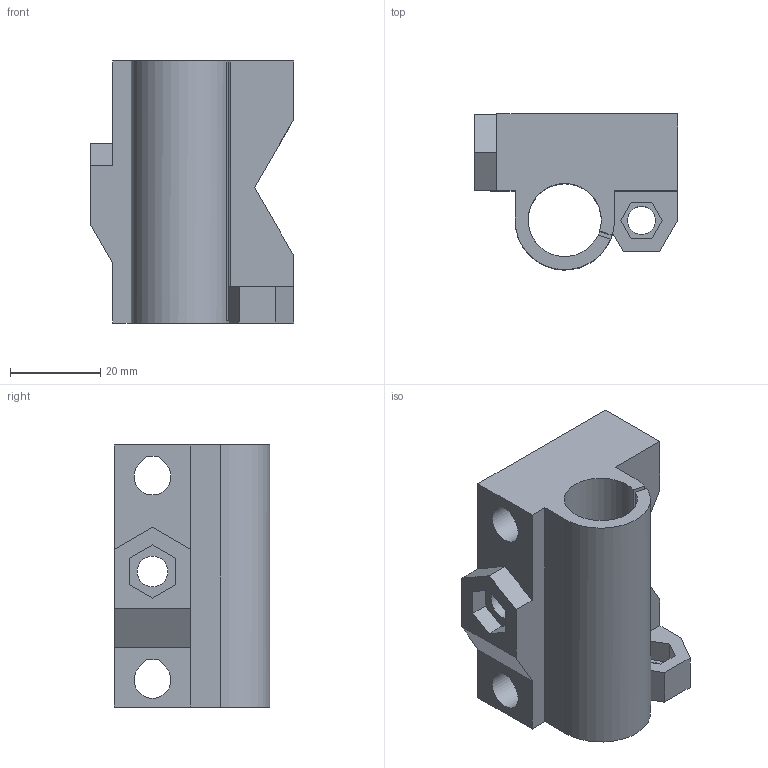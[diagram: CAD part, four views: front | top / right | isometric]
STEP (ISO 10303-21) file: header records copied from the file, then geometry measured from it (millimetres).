
FILE_DESCRIPTION(('FreeCAD Model'),'2;1');
FILE_NAME('x-end-idler-final.stp','2014-11-10T13:48:04',('FreeCAD'),('FreeCAD'), 'Open CASCADE STEP processor 6.7','FreeCAD','Unknown');
FILE_SCHEMA(('AUTOMOTIVE_DESIGN_CC2 { 1 2 10303 214 -1 1 5 4 }'));
Length unit declared in the file: millimetre
Products named in the file (1): x-end-idler-final
Bounding box: 45 x 34.5 x 58 mm (x, y, z)
Volume: 33322.8 mm3; surface area: 17959.3 mm2
Topology: 1 solids, 1 shells, 59 faces, 164 edges, 108 vertices
Faces by surface type: plane 53, cylinder 6
Full cylindrical faces by diameter (mm): 6.2 x1, 6.8 x1, 16.2 x1
Entity records: 4018 total; most frequent: CARTESIAN_POINT 723, DIRECTION 591, LINE 425, VECTOR 425, ORIENTED_EDGE 328, PCURVE 328, DEFINITIONAL_REPRESENTATION 328, EDGE_CURVE 164
